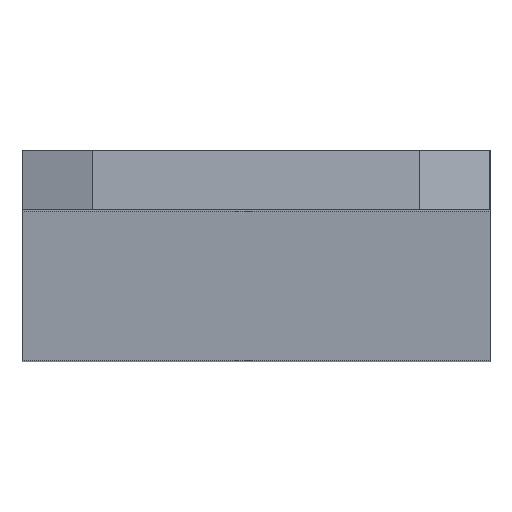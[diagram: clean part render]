
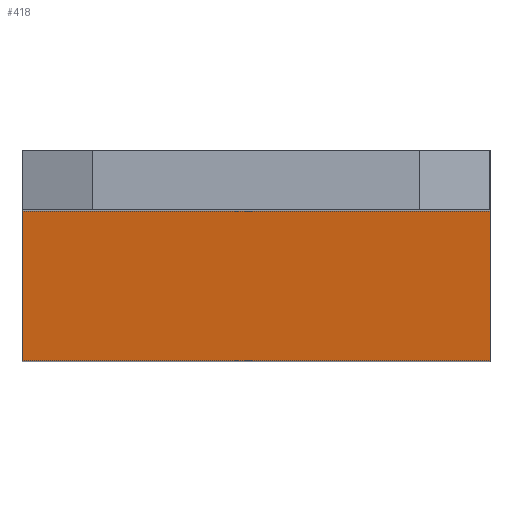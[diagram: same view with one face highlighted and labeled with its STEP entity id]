
A CAD part, top view. The second image highlights one B-rep face of the part: STEP entity #418.
In plain terms, the highlighted planar face has unit normal (0, -0.124, 0.992).
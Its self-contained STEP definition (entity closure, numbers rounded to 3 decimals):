
#213=VECTOR('',#214,1.);
#214=DIRECTION('',(1.,0.,0.));
#239=VERTEX_POINT('',#240);
#240=CARTESIAN_POINT('',(-2.465,1.35,12.2));
#245=EDGE_CURVE('',#239,#246,#248,.T.);
#246=VERTEX_POINT('',#247);
#247=CARTESIAN_POINT('',(7.545,1.35,12.2));
#248=LINE('',#240,#213);
#291=VERTEX_POINT('',#292);
#292=CARTESIAN_POINT('',(-2.465,-1.85,11.8));
#297=EDGE_CURVE('',#291,#239,#298,.T.);
#298=LINE('',#292,#299);
#299=VECTOR('',#300,1.);
#300=DIRECTION('',(0.,0.992,0.124)  );
#410=VERTEX_POINT('',#411);
#411=CARTESIAN_POINT('',(7.545,-1.85,11.8));
#413=ORIENTED_EDGE('',*,*,#414,.T.);
#414=EDGE_CURVE('',#410,#246,#415,.T.);
#415=LINE('',#411,#299);
#418=ADVANCED_FACE('',(#419),#426,.T.);
#419=FACE_BOUND('',#420,.T.);
#420=EDGE_LOOP('',(#421,#413,#424,#425));
#421=ORIENTED_EDGE('',*,*,#422,.T.);
#422=EDGE_CURVE('',#291,#410,#423,.T.);
#423=LINE('',#292,#213);
#424=ORIENTED_EDGE('',*,*,#245,.F.);
#425=ORIENTED_EDGE('',*,*,#297,.F.);
#426=PLANE('',#427);
#427=AXIS2_PLACEMENT_3D('',#292,#428,#300);
#428=DIRECTION('',(0.,-0.124,0.992    ));
